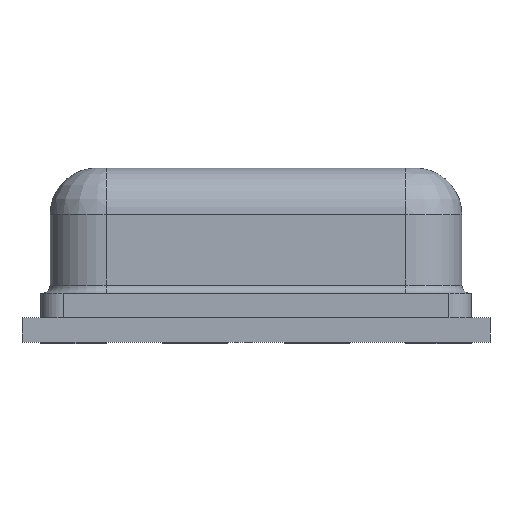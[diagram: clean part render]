
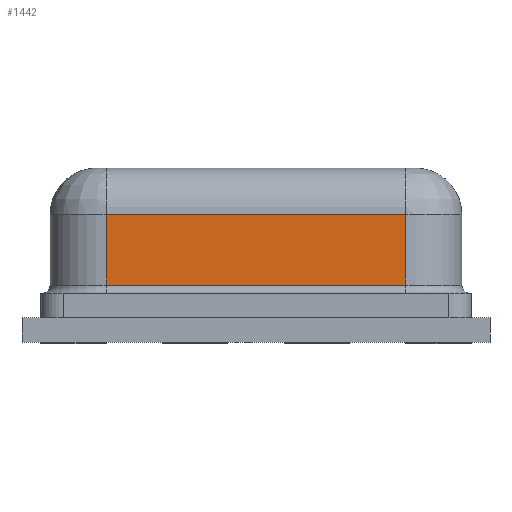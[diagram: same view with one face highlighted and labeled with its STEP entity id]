
A CAD part, front view. The second image highlights one B-rep face of the part: STEP entity #1442.
In plain terms, the highlighted planar face has unit normal (0, -1, 0).
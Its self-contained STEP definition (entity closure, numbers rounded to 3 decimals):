
#100 = CYLINDRICAL_SURFACE('',#101,0.3);
#101 = AXIS2_PLACEMENT_3D('',#102,#103,#104);
#102 = CARTESIAN_POINT('',(0.8,-0.8,0.26));
#103 = DIRECTION('',(0.,0.,-1.));
#104 = DIRECTION('',(1.,0.,0.));
#448 = VERTEX_POINT('',#449);
#449 = CARTESIAN_POINT('',(0.8,-1.1,0.305));
#473 = VERTEX_POINT('',#474);
#474 = CARTESIAN_POINT('',(0.8,-1.1,0.68));
#496 = EDGE_CURVE('',#448,#473,#497,.T.);
#497 = SURFACE_CURVE('',#498,(#502,#509),.PCURVE_S1.);
#498 = LINE('',#499,#500);
#499 = CARTESIAN_POINT('',(0.8,-1.1,0.26));
#500 = VECTOR('',#501,1.);
#501 = DIRECTION('',(0.,0.,1.));
#502 = PCURVE('',#100,#503);
#503 = DEFINITIONAL_REPRESENTATION('',(#504),#508);
#504 = LINE('',#505,#506);
#505 = CARTESIAN_POINT('',(1.571,0.));
#506 = VECTOR('',#507,1.);
#507 = DIRECTION('',(0.,-1.));
#508 = ( GEOMETRIC_REPRESENTATION_CONTEXT(2) 
PARAMETRIC_REPRESENTATION_CONTEXT() REPRESENTATION_CONTEXT('2D SPACE',''
  ) );
#509 = PCURVE('',#510,#515);
#510 = PLANE('',#511);
#511 = AXIS2_PLACEMENT_3D('',#512,#513,#514);
#512 = CARTESIAN_POINT('',(0.8,-1.1,0.26));
#513 = DIRECTION('',(0.,-1.,0.));
#514 = DIRECTION('',(-1.,0.,0.));
#515 = DEFINITIONAL_REPRESENTATION('',(#516),#520);
#516 = LINE('',#517,#518);
#517 = CARTESIAN_POINT('',(0.,0.));
#518 = VECTOR('',#519,1.);
#519 = DIRECTION('',(0.,-1.));
#520 = ( GEOMETRIC_REPRESENTATION_CONTEXT(2) 
PARAMETRIC_REPRESENTATION_CONTEXT() REPRESENTATION_CONTEXT('2D SPACE',''
  ) );
#775 = CYLINDRICAL_SURFACE('',#776,0.25);
#776 = AXIS2_PLACEMENT_3D('',#777,#778,#779);
#777 = CARTESIAN_POINT('',(-0.8,-0.85,0.68));
#778 = DIRECTION('',(1.,0.,0.));
#779 = DIRECTION('',(0.,-1.,0.));
#1137 = CYLINDRICAL_SURFACE('',#1138,0.045);
#1138 = AXIS2_PLACEMENT_3D('',#1139,#1140,#1141);
#1139 = CARTESIAN_POINT('',(0.8,-1.145,0.305));
#1140 = DIRECTION('',(-1.,0.,0.));
#1141 = DIRECTION('',(0.,0.,-1.));
#1442 = ADVANCED_FACE('',(#1443),#510,.T.);
#1443 = FACE_BOUND('',#1444,.T.);
#1444 = EDGE_LOOP('',(#1445,#1446,#1469,#1497));
#1445 = ORIENTED_EDGE('',*,*,#496,.T.);
#1446 = ORIENTED_EDGE('',*,*,#1447,.F.);
#1447 = EDGE_CURVE('',#1448,#473,#1450,.T.);
#1448 = VERTEX_POINT('',#1449);
#1449 = CARTESIAN_POINT('',(-0.8,-1.1,0.68));
#1450 = SURFACE_CURVE('',#1451,(#1455,#1462),.PCURVE_S1.);
#1451 = LINE('',#1452,#1453);
#1452 = CARTESIAN_POINT('',(-0.8,-1.1,0.68));
#1453 = VECTOR('',#1454,1.);
#1454 = DIRECTION('',(1.,0.,0.));
#1455 = PCURVE('',#510,#1456);
#1456 = DEFINITIONAL_REPRESENTATION('',(#1457),#1461);
#1457 = LINE('',#1458,#1459);
#1458 = CARTESIAN_POINT('',(1.6,-0.42));
#1459 = VECTOR('',#1460,1.);
#1460 = DIRECTION('',(-1.,0.));
#1461 = ( GEOMETRIC_REPRESENTATION_CONTEXT(2) 
PARAMETRIC_REPRESENTATION_CONTEXT() REPRESENTATION_CONTEXT('2D SPACE',''
  ) );
#1462 = PCURVE('',#775,#1463);
#1463 = DEFINITIONAL_REPRESENTATION('',(#1464),#1468);
#1464 = LINE('',#1465,#1466);
#1465 = CARTESIAN_POINT('',(6.283,0.));
#1466 = VECTOR('',#1467,1.);
#1467 = DIRECTION('',(0.,1.));
#1468 = ( GEOMETRIC_REPRESENTATION_CONTEXT(2) 
PARAMETRIC_REPRESENTATION_CONTEXT() REPRESENTATION_CONTEXT('2D SPACE',''
  ) );
#1469 = ORIENTED_EDGE('',*,*,#1470,.F.);
#1470 = EDGE_CURVE('',#1471,#1448,#1473,.T.);
#1471 = VERTEX_POINT('',#1472);
#1472 = CARTESIAN_POINT('',(-0.8,-1.1,0.305));
#1473 = SURFACE_CURVE('',#1474,(#1478,#1485),.PCURVE_S1.);
#1474 = LINE('',#1475,#1476);
#1475 = CARTESIAN_POINT('',(-0.8,-1.1,0.26));
#1476 = VECTOR('',#1477,1.);
#1477 = DIRECTION('',(0.,0.,1.));
#1478 = PCURVE('',#510,#1479);
#1479 = DEFINITIONAL_REPRESENTATION('',(#1480),#1484);
#1480 = LINE('',#1481,#1482);
#1481 = CARTESIAN_POINT('',(1.6,0.));
#1482 = VECTOR('',#1483,1.);
#1483 = DIRECTION('',(0.,-1.));
#1484 = ( GEOMETRIC_REPRESENTATION_CONTEXT(2) 
PARAMETRIC_REPRESENTATION_CONTEXT() REPRESENTATION_CONTEXT('2D SPACE',''
  ) );
#1485 = PCURVE('',#1486,#1491);
#1486 = CYLINDRICAL_SURFACE('',#1487,0.3);
#1487 = AXIS2_PLACEMENT_3D('',#1488,#1489,#1490);
#1488 = CARTESIAN_POINT('',(-0.8,-0.8,0.26));
#1489 = DIRECTION('',(0.,0.,-1.));
#1490 = DIRECTION('',(1.,0.,0.));
#1491 = DEFINITIONAL_REPRESENTATION('',(#1492),#1496);
#1492 = LINE('',#1493,#1494);
#1493 = CARTESIAN_POINT('',(1.571,0.));
#1494 = VECTOR('',#1495,1.);
#1495 = DIRECTION('',(0.,-1.));
#1496 = ( GEOMETRIC_REPRESENTATION_CONTEXT(2) 
PARAMETRIC_REPRESENTATION_CONTEXT() REPRESENTATION_CONTEXT('2D SPACE',''
  ) );
#1497 = ORIENTED_EDGE('',*,*,#1498,.F.);
#1498 = EDGE_CURVE('',#448,#1471,#1499,.T.);
#1499 = SURFACE_CURVE('',#1500,(#1504,#1511),.PCURVE_S1.);
#1500 = LINE('',#1501,#1502);
#1501 = CARTESIAN_POINT('',(0.8,-1.1,0.305));
#1502 = VECTOR('',#1503,1.);
#1503 = DIRECTION('',(-1.,0.,0.));
#1504 = PCURVE('',#510,#1505);
#1505 = DEFINITIONAL_REPRESENTATION('',(#1506),#1510);
#1506 = LINE('',#1507,#1508);
#1507 = CARTESIAN_POINT('',(0.,-0.045));
#1508 = VECTOR('',#1509,1.);
#1509 = DIRECTION('',(1.,0.));
#1510 = ( GEOMETRIC_REPRESENTATION_CONTEXT(2) 
PARAMETRIC_REPRESENTATION_CONTEXT() REPRESENTATION_CONTEXT('2D SPACE',''
  ) );
#1511 = PCURVE('',#1137,#1512);
#1512 = DEFINITIONAL_REPRESENTATION('',(#1513),#1517);
#1513 = LINE('',#1514,#1515);
#1514 = CARTESIAN_POINT('',(4.712,0.));
#1515 = VECTOR('',#1516,1.);
#1516 = DIRECTION('',(0.,1.));
#1517 = ( GEOMETRIC_REPRESENTATION_CONTEXT(2) 
PARAMETRIC_REPRESENTATION_CONTEXT() REPRESENTATION_CONTEXT('2D SPACE',''
  ) );
